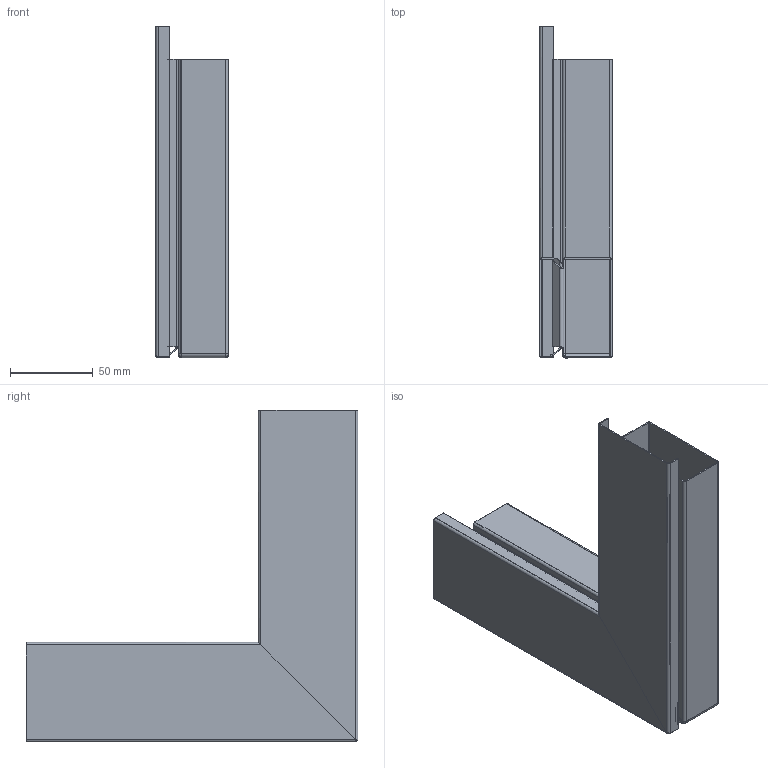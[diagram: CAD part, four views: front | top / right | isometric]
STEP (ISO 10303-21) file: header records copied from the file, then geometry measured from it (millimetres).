
FILE_DESCRIPTION (( 'STEP AP214' ), '1' );
FILE_NAME ('6247504.stp', '2016-09-29T11:56:12', ( '' ), ( '' ), 'SwSTEP 2.0', 'SolidWorks 2014', '' );
FILE_SCHEMA (( 'AUTOMOTIVE_DESIGN' ));
Length unit declared in the file: millimetre
Products named in the file (7): Deckel_F_60.2.1; 6247504; LKM_F_40060.2.1; Deckel_F_60.1
Assembly tree (6 placements, depth 3):
  6247504
    Deckel_F_60.2.1
      Deckel_F_60.2.1
    Deckel_F_60.1
      Deckel_F_60.1
    LKM_F_40060.2.1
      LKM_F_40060.2.1
Bounding box: 43.68 x 200.09 x 200.06 mm (x, y, z)
Volume: 51060.5 mm3; surface area: 137888.1 mm2
Topology: 3 solids, 3 shells, 191 faces, 509 edges, 320 vertices
Faces by surface type: plane 101, cylinder 54, bspline 36
Entity records: 16285 total; most frequent: CARTESIAN_POINT 9531, ORIENTED_EDGE 1010, DIRECTION 863, EDGE_CURVE 505, LINE 329, VECTOR 329, VERTEX_POINT 320, AXIS2_PLACEMENT_3D 267
